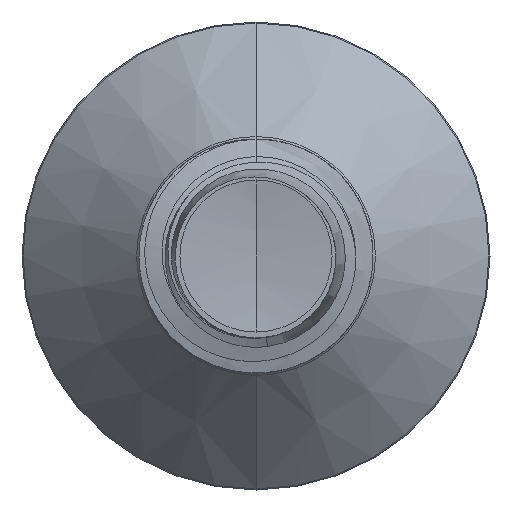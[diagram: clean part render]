
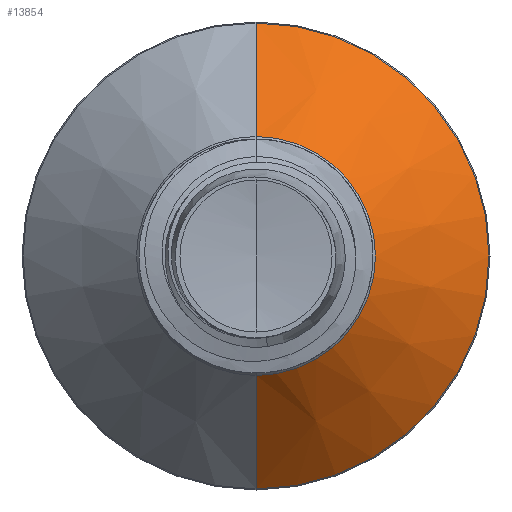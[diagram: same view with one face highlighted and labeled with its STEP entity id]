
A CAD part, front view. The second image highlights one B-rep face of the part: STEP entity #13854.
In plain terms, the highlighted conical face has half-angle 45 degrees and reference radius 2.042 mm.
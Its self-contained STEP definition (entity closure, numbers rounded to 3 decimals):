
#1240 = LINE ( 'NONE', #31395, #30985 ) ;
#1316 = DIRECTION ( 'NONE',  ( 0., 0., 1. ) ) ;
#2016 = ORIENTED_EDGE ( 'NONE', *, *, #2730, .F. ) ;
#2730 = EDGE_CURVE ( 'NONE', #26893, #12473, #3703, .T. ) ;
#2950 = ORIENTED_EDGE ( 'NONE', *, *, #35484, .T. ) ;
#3640 = DIRECTION ( 'NONE',  ( 0., 1., 0. ) ) ;
#3703 = CIRCLE ( 'NONE', #12250, 3.982 ) ;
#4012 = CIRCLE ( 'NONE', #23544, 2.042 ) ;
#4203 = DIRECTION ( 'NONE',  ( 0., 1., 0. ) ) ;
#4547 = CONICAL_SURFACE ( 'NONE', #13741, 2.042, 0.785 ) ;
#6779 = CARTESIAN_POINT ( 'NONE',  ( 0., 19.842, -2.042 ) ) ;
#6831 = VECTOR ( 'NONE', #11691, 1000. ) ;
#8790 = CARTESIAN_POINT ( 'NONE',  ( 0., 19.842, -2.042 ) ) ;
#11691 = DIRECTION ( 'NONE',  ( 0., 0.707, -0.707 ) ) ;
#12250 = AXIS2_PLACEMENT_3D ( 'NONE', #21002, #3640, #23860 ) ;
#12473 = VERTEX_POINT ( 'NONE', #15259 ) ;
#13741 = AXIS2_PLACEMENT_3D ( 'NONE', #17599, #4203, #20521 ) ;
#13854 = ADVANCED_FACE ( 'NONE', ( #28414 ), #4547, .T. ) ;
#15020 = EDGE_LOOP ( 'NONE', ( #2950, #25111, #2016, #30771 ) ) ;
#15259 = CARTESIAN_POINT ( 'NONE',  ( 0., 21.782, -3.982 ) ) ;
#17599 = CARTESIAN_POINT ( 'NONE',  ( 0., 19.842, 0. ) ) ;
#17906 = CARTESIAN_POINT ( 'NONE',  ( 0., 19.842, 2.042 ) ) ;
#18714 = DIRECTION ( 'NONE',  ( 0., 1., 0. ) ) ;
#19031 = VERTEX_POINT ( 'NONE', #6779 ) ;
#20521 = DIRECTION ( 'NONE',  ( 0., 0., 1. ) ) ;
#21002 = CARTESIAN_POINT ( 'NONE',  ( 0., 21.782, 0. ) ) ;
#21650 = CARTESIAN_POINT ( 'NONE',  ( 0., 21.782, 3.982 ) ) ;
#22192 = LINE ( 'NONE', #8790, #6831 ) ;
#23544 = AXIS2_PLACEMENT_3D ( 'NONE', #35763, #18714, #1316 ) ;
#23860 = DIRECTION ( 'NONE',  ( 0., 0., 1. ) ) ;
#24015 = EDGE_CURVE ( 'NONE', #19031, #12473, #22192, .T. ) ;
#25111 = ORIENTED_EDGE ( 'NONE', *, *, #24015, .T. ) ;
#26893 = VERTEX_POINT ( 'NONE', #21650 ) ;
#28414 = FACE_OUTER_BOUND ( 'NONE', #15020, .T. ) ;
#30771 = ORIENTED_EDGE ( 'NONE', *, *, #36658, .F. ) ;
#30985 = VECTOR ( 'NONE', #33988, 1000. ) ;
#31395 = CARTESIAN_POINT ( 'NONE',  ( 0., 19.842, 2.042 ) ) ;
#33988 = DIRECTION ( 'NONE',  ( 0., 0.707, 0.707 ) ) ;
#35484 = EDGE_CURVE ( 'NONE', #36948, #19031, #4012, .T. ) ;
#35763 = CARTESIAN_POINT ( 'NONE',  ( 0., 19.842, 0. ) ) ;
#36658 = EDGE_CURVE ( 'NONE', #36948, #26893, #1240, .T. ) ;
#36948 = VERTEX_POINT ( 'NONE', #17906 ) ;
